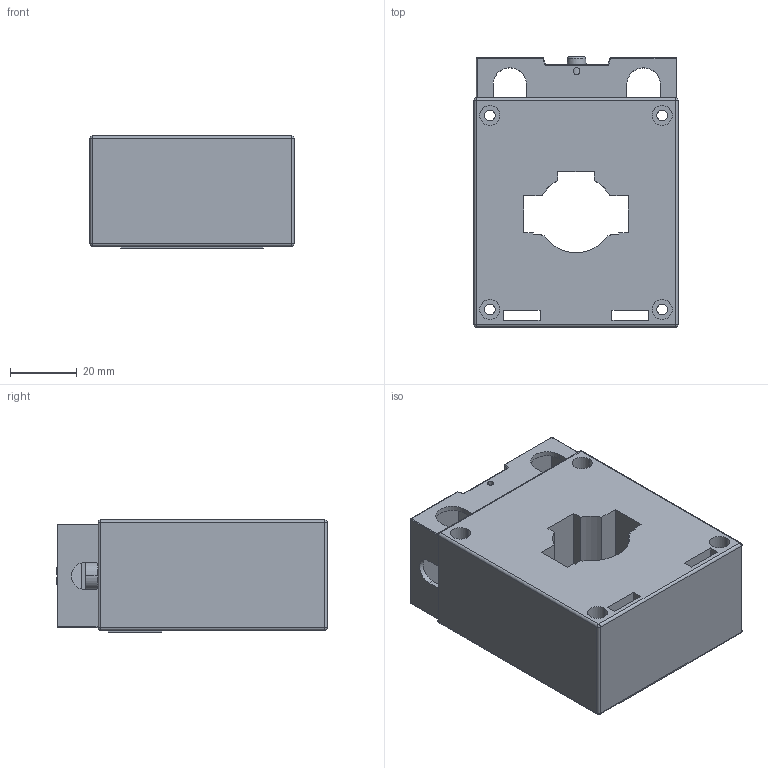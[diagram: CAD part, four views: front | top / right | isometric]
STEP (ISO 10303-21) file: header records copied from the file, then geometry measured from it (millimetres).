
FILE_DESCRIPTION((''),'2;1');
FILE_NAME('BH-0_66_30_2020_10__ASM','2020-10-22T',('xhbo'),(''),'PRO/ENGINEER BY PARAMETRIC TECHNOLOGY CORPORATION, 2012130','PRO/ENGINEER BY PARAMETRIC TECHNOLOGY CORPORATION, 2012130','');
FILE_SCHEMA(('CONFIG_CONTROL_DESIGN'));
Length unit declared in the file: millimetre
Products named in the file (5): PRODUCT_28863; BH-0_66_30_-28821; PRODUCT_28869; BH-0_66_30_-28819_ASM; BH-0_66_30_2020_10__ASM
Assembly tree (4 placements, depth 3):
  BH-0_66_30_2020_10__ASM
    BH-0_66_30_-28819_ASM
      PRODUCT_28863
      BH-0_66_30_-28821
      PRODUCT_28869
Bounding box: 61 x 80.8 x 33.5 mm (x, y, z)
Volume: 119981.9 mm3; surface area: 31229.1 mm2
Topology: 3 solids, 3 shells, 1191 faces, 3159 edges, 2080 vertices
Faces by surface type: plane 677, extrusion 411, cylinder 83, sphere 14, torus 6
Entity records: 55359 total; most frequent: CARTESIAN_POINT 27159, ORIENTED_EDGE 6290, DIRECTION 4466, EDGE_CURVE 3145, VECTOR 2550, LINE 2139, VERTEX_POINT 2080, EDGE_LOOP 1331
